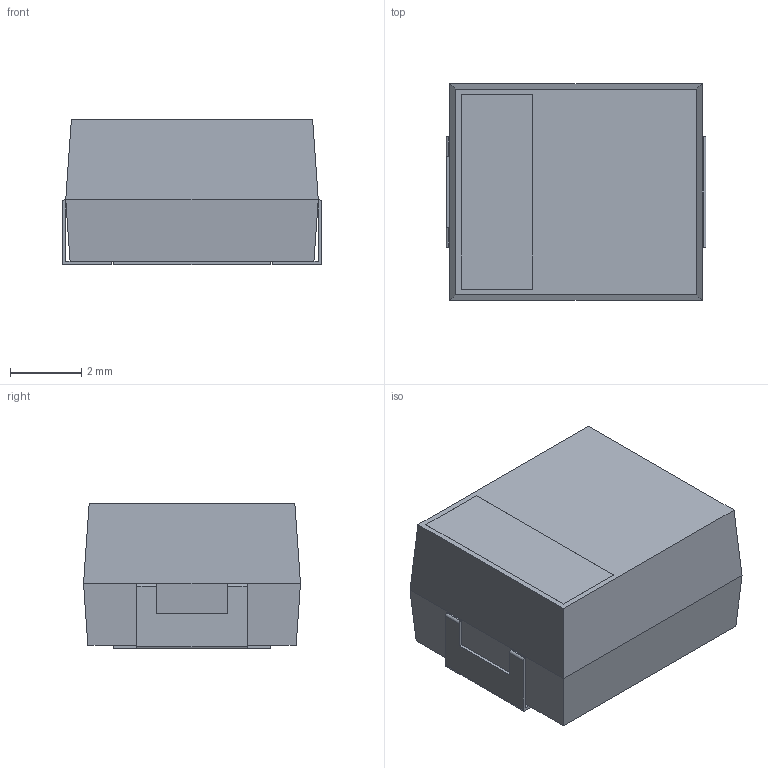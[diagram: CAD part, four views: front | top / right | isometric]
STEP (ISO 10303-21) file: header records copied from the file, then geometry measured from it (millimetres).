
FILE_DESCRIPTION(/* description */ ('model of CP_EIA-7361-438_AVX-U'),/* implementation_level */ '2;1');
FILE_NAME(/* name */ 'CP_EIA-7361-438_AVX-U.step',/* time_stamp */ '2018-12-29T10:53:54',/* author */ ('kicad StepUp','ksu'),/* organization */ ('FreeCAD'),/* preprocessor_version */ 'OCC',/* originating_system */ 'kicad StepUp',/* authorisation */ '');
FILE_SCHEMA(('AUTOMOTIVE_DESIGN { 1 0 10303 214 1 1 1 1 }'));
Length unit declared in the file: millimetre
Products named in the file (1): CP_EIA_7361_438_AVX_U
Bounding box: 7.3 x 6.1 x 4.1 mm (x, y, z)
Volume: 169.5 mm3; surface area: 207.9 mm2
Topology: 1 solids, 1 shells, 45 faces, 119 edges, 78 vertices
Faces by surface type: plane 32, bspline 8, cylinder 5
Entity records: 995 total; most frequent: ORIENTED_EDGE 192, CARTESIAN_POINT 147, EDGE_CURVE 119, LINE 82, VERTEX_POINT 78, FACE_BOUND 47, EDGE_LOOP 47, AXIS2_PLACEMENT_3D 46
